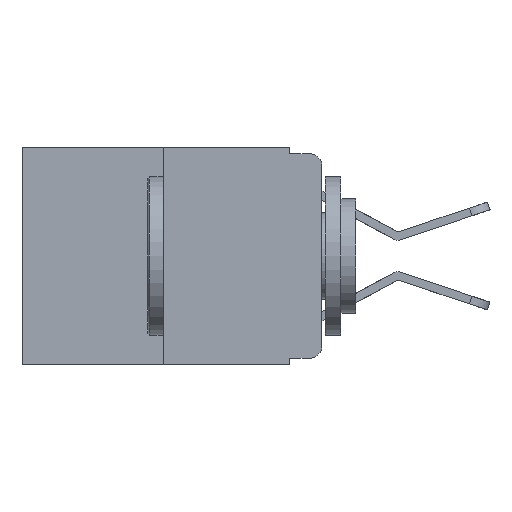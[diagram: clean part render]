
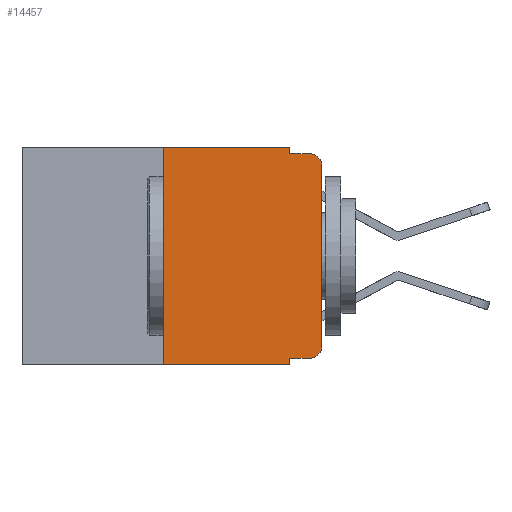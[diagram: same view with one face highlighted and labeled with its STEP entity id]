
A CAD part, left-side view. The second image highlights one B-rep face of the part: STEP entity #14457.
In plain terms, the highlighted planar face has unit normal (-1, 0, 0).
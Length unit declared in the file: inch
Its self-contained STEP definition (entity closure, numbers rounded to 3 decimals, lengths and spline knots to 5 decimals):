
#66 = CARTESIAN_POINT ( 'NONE',  ( 0., 0.051, 0. ) ) ;
#104 = CARTESIAN_POINT ( 'NONE',  ( 0., 0.051, -0.01 ) ) ;
#128 = DIRECTION ( 'NONE',  ( 0., 0., -1. ) ) ;
#150 = DIRECTION ( 'NONE',  ( -1., 0., 0. ) ) ;
#195 = CARTESIAN_POINT ( 'NONE',  ( 0., 0.02, -0.03 ) ) ;
#196 = VECTOR ( 'NONE', #1904, 39.37008 ) ;
#251 = CARTESIAN_POINT ( 'NONE',  ( 0., 0.02, -0.333 ) ) ;
#414 = EDGE_CURVE ( 'NONE', #12614, #7941, #895, .T. ) ;
#760 = LINE ( 'NONE', #3640, #196 ) ;
#895 = LINE ( 'NONE', #19133, #18567 ) ;
#914 = CARTESIAN_POINT ( 'NONE',  ( 0., 0., -0.313 ) ) ;
#1367 = ORIENTED_EDGE ( 'NONE', *, *, #12628, .F. ) ;
#1804 = VECTOR ( 'NONE', #8713, 39.37008 ) ;
#1904 = DIRECTION ( 'NONE',  ( 0., -1., 0. ) ) ;
#2200 = ORIENTED_EDGE ( 'NONE', *, *, #7969, .T. ) ;
#2261 = CARTESIAN_POINT ( 'NONE',  ( 0., 0.051, 0. ) ) ;
#2307 = EDGE_CURVE ( 'NONE', #14348, #20951, #21874, .T. ) ;
#2622 = CARTESIAN_POINT ( 'NONE',  ( 0., 0., -0.03 ) ) ;
#3640 = CARTESIAN_POINT ( 'NONE',  ( 0., 0.473, -0.343 ) ) ;
#4257 = EDGE_CURVE ( 'NONE', #11044, #7941, #21250, .T. ) ;
#5368 = DIRECTION ( 'NONE',  ( 0., 0., -1. ) ) ;
#5623 = DIRECTION ( 'NONE',  ( 0., 0., 1. ) ) ;
#6755 = ORIENTED_EDGE ( 'NONE', *, *, #8247, .T. ) ;
#7561 = AXIS2_PLACEMENT_3D ( 'NONE', #17827, #7610, #19508 ) ;
#7610 = DIRECTION ( 'NONE',  ( -1., 0., 0. ) ) ;
#7728 = EDGE_CURVE ( 'NONE', #14348, #10109, #760, .T. ) ;
#7788 = VECTOR ( 'NONE', #10705, 39.37008 ) ;
#7821 = EDGE_CURVE ( 'NONE', #21773, #10854, #8334, .T. ) ;
#7941 = VERTEX_POINT ( 'NONE', #21034 ) ;
#7968 = CARTESIAN_POINT ( 'NONE',  ( 0., 0.473, 0. ) ) ;
#7969 = EDGE_CURVE ( 'NONE', #10854, #22063, #18694, .T. ) ;
#8247 = EDGE_CURVE ( 'NONE', #22063, #11044, #8860, .T. ) ;
#8334 = LINE ( 'NONE', #19138, #7788 ) ;
#8653 = ORIENTED_EDGE ( 'NONE', *, *, #14211, .F. ) ;
#8713 = DIRECTION ( 'NONE',  ( 0., 0., -1. ) ) ;
#8860 = LINE ( 'NONE', #11596, #21808 ) ;
#8912 = ORIENTED_EDGE ( 'NONE', *, *, #4257, .T. ) ;
#9007 = EDGE_CURVE ( 'NONE', #9851, #12614, #19429, .T. ) ;
#9851 = VERTEX_POINT ( 'NONE', #2261 ) ;
#10109 = VERTEX_POINT ( 'NONE', #16716 ) ;
#10668 = VECTOR ( 'NONE', #20934, 39.37008 ) ;
#10705 = DIRECTION ( 'NONE',  ( 0., -1., 0. ) ) ;
#10832 = CARTESIAN_POINT ( 'NONE',  ( 0., 0.473, 0. ) ) ;
#10854 = VERTEX_POINT ( 'NONE', #251 ) ;
#11044 = VERTEX_POINT ( 'NONE', #2622 ) ;
#11415 = DIRECTION ( 'NONE',  ( 0., 0., -1. ) ) ;
#11559 = DIRECTION ( 'NONE',  ( 0., -1., 0. ) ) ;
#11596 = CARTESIAN_POINT ( 'NONE',  ( 0., 0., 0. ) ) ;
#12135 = ORIENTED_EDGE ( 'NONE', *, *, #9007, .F. ) ;
#12614 = VERTEX_POINT ( 'NONE', #104 ) ;
#12628 = EDGE_CURVE ( 'NONE', #21773, #10109, #18943, .T. ) ;
#12956 = VECTOR ( 'NONE', #5623, 39.37008 ) ;
#13912 = CARTESIAN_POINT ( 'NONE',  ( 0., 0.051, -0.333 ) ) ;
#13947 = CARTESIAN_POINT ( 'NONE',  ( 0., 0.051, 0. ) ) ;
#13985 = VECTOR ( 'NONE', #5368, 39.37008 ) ;
#14211 = EDGE_CURVE ( 'NONE', #20951, #9851, #15752, .T. ) ;
#14348 = VERTEX_POINT ( 'NONE', #21223 ) ;
#14457 = ADVANCED_FACE ( 'NONE', ( #14958 ), #14800, .F. ) ;
#14800 = PLANE ( 'NONE',  #17359 ) ;
#14958 = FACE_OUTER_BOUND ( 'NONE', #20787, .T. ) ;
#15048 = CARTESIAN_POINT ( 'NONE',  ( 0., 0.25, 0. ) ) ;
#15752 = LINE ( 'NONE', #10832, #10668 ) ;
#16716 = CARTESIAN_POINT ( 'NONE',  ( 0., 0.051, -0.343 ) ) ;
#17359 = AXIS2_PLACEMENT_3D ( 'NONE', #7968, #21504, #11415 ) ;
#17827 = CARTESIAN_POINT ( 'NONE',  ( 0., 0.02, -0.313 ) ) ;
#18457 = CARTESIAN_POINT ( 'NONE',  ( 0., 0.25, 0. ) ) ;
#18471 = ORIENTED_EDGE ( 'NONE', *, *, #414, .F. ) ;
#18494 = ORIENTED_EDGE ( 'NONE', *, *, #7728, .T. ) ;
#18567 = VECTOR ( 'NONE', #11559, 39.37008 ) ;
#18694 = CIRCLE ( 'NONE', #7561, 0.02 ) ;
#18943 = LINE ( 'NONE', #13947, #13985 ) ;
#19133 = CARTESIAN_POINT ( 'NONE',  ( 0., 0.051, -0.01 ) ) ;
#19138 = CARTESIAN_POINT ( 'NONE',  ( 0., 0.051, -0.333 ) ) ;
#19429 = LINE ( 'NONE', #66, #1804 ) ;
#19508 = DIRECTION ( 'NONE',  ( 0., 0., -1. ) ) ;
#19988 = DIRECTION ( 'NONE',  ( 0., 0., 1. ) ) ;
#20215 = AXIS2_PLACEMENT_3D ( 'NONE', #195, #150, #128 ) ;
#20312 = ORIENTED_EDGE ( 'NONE', *, *, #2307, .F. ) ;
#20787 = EDGE_LOOP ( 'NONE', ( #6755, #8912, #18471, #12135, #8653, #20312, #18494, #1367, #21108, #2200 ) ) ;
#20934 = DIRECTION ( 'NONE',  ( 0., -1., 0. ) ) ;
#20951 = VERTEX_POINT ( 'NONE', #15048 ) ;
#21034 = CARTESIAN_POINT ( 'NONE',  ( 0., 0.02, -0.01 ) ) ;
#21108 = ORIENTED_EDGE ( 'NONE', *, *, #7821, .T. ) ;
#21223 = CARTESIAN_POINT ( 'NONE',  ( 0., 0.25, -0.343 ) ) ;
#21250 = CIRCLE ( 'NONE', #20215, 0.02 ) ;
#21504 = DIRECTION ( 'NONE',  ( 1., 0., 0. ) ) ;
#21773 = VERTEX_POINT ( 'NONE', #13912 ) ;
#21808 = VECTOR ( 'NONE', #19988, 39.37008 ) ;
#21874 = LINE ( 'NONE', #18457, #12956 ) ;
#22063 = VERTEX_POINT ( 'NONE', #914 ) ;
